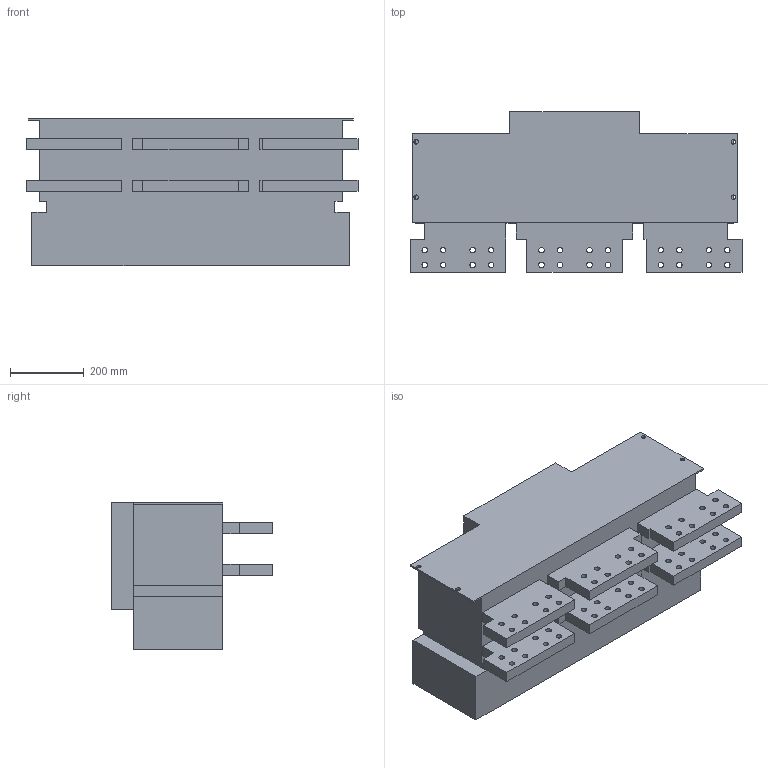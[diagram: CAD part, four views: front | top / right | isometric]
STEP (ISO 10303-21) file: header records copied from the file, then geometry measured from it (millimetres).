
FILE_DESCRIPTION((''),'2;1');
FILE_NAME('NXA63H63-MF3','2019-04-26T',('wqli'),(''),'CREO PARAMETRIC BY PTC INC, 2015480','CREO PARAMETRIC BY PTC INC, 2015480','');
FILE_SCHEMA(('CONFIG_CONTROL_DESIGN'));
Length unit declared in the file: millimetre
Products named in the file (1): NXA63H63-MF3
Bounding box: 900 x 435.5 x 399 mm (x, y, z)
Volume: 92493246 mm3; surface area: 1923994 mm2
Topology: 1 solids, 1 shells, 178 faces, 512 edges, 340 vertices
Faces by surface type: cylinder 104, plane 74
Entity records: 6158 total; most frequent: DIRECTION 1076, CARTESIAN_POINT 1030, ORIENTED_EDGE 1024, EDGE_CURVE 512, AXIS2_PLACEMENT_3D 386, VERTEX_POINT 340, VECTOR 304, LINE 304
